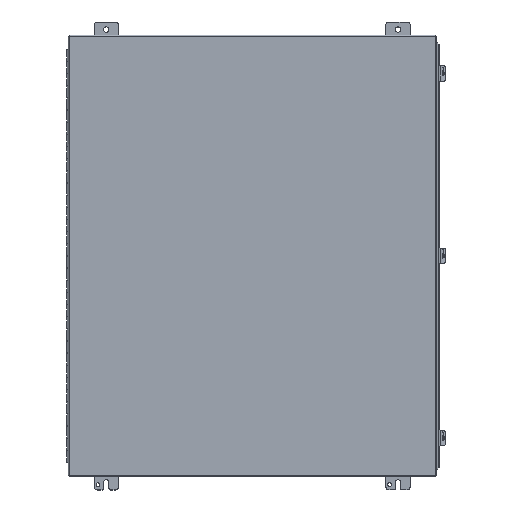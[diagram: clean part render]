
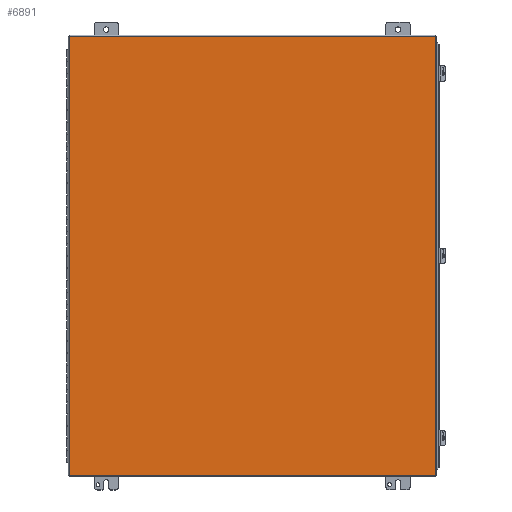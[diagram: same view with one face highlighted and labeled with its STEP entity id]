
A CAD part, top view. The second image highlights one B-rep face of the part: STEP entity #6891.
In plain terms, the highlighted planar face has unit normal (0, 0, 1).
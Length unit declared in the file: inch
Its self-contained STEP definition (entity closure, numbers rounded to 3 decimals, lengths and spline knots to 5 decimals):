
#5901=CARTESIAN_POINT('',(30.2204,0.0896,0.074));
#5902=VERTEX_POINT('',#5901);
#5913=CARTESIAN_POINT('',(0.0896,0.0896,0.074));
#5914=VERTEX_POINT('',#5913);
#5915=CARTESIAN_POINT('',(0.0896,0.0896,0.074));
#5916=DIRECTION('',(1.0,0.0,0.0));
#5917=VECTOR('',#5916,30.1308);
#5918=LINE('',#5915,#5917);
#5919=EDGE_CURVE('',#5914,#5902,#5918,.T.);
#6191=CARTESIAN_POINT('',(0.0896,36.2204,0.074));
#6192=VERTEX_POINT('',#6191);
#6193=CARTESIAN_POINT('',(0.0896,36.2204,0.074));
#6194=DIRECTION('',(0.0,-1.0,0.0));
#6195=VECTOR('',#6194,36.1308);
#6196=LINE('',#6193,#6195);
#6197=EDGE_CURVE('',#6192,#5914,#6196,.T.);
#6443=CARTESIAN_POINT('',(30.2204,36.2204,0.074));
#6444=VERTEX_POINT('',#6443);
#6455=CARTESIAN_POINT('',(30.2204,0.0896,0.074));
#6456=DIRECTION('',(0.0,1.0,0.0));
#6457=VECTOR('',#6456,36.1308);
#6458=LINE('',#6455,#6457);
#6459=EDGE_CURVE('',#5902,#6444,#6458,.T.);
#6631=CARTESIAN_POINT('',(30.2204,36.2204,0.074));
#6632=DIRECTION('',(-1.0,0.0,0.0));
#6633=VECTOR('',#6632,30.1308);
#6634=LINE('',#6631,#6633);
#6635=EDGE_CURVE('',#6444,#6192,#6634,.T.);
#6880=CARTESIAN_POINT('',(15.155,18.155,0.074));
#6881=DIRECTION('',(0.0,0.0,1.0));
#6882=DIRECTION('',(1.0,0.0,0.0));
#6883=AXIS2_PLACEMENT_3D('',#6880,#6881,#6882);
#6884=PLANE('',#6883);
#6885=ORIENTED_EDGE('',*,*,#5919,.T.);
#6886=ORIENTED_EDGE('',*,*,#6459,.T.);
#6887=ORIENTED_EDGE('',*,*,#6635,.T.);
#6888=ORIENTED_EDGE('',*,*,#6197,.T.);
#6889=EDGE_LOOP('',(#6885,#6886,#6887,#6888));
#6890=FACE_OUTER_BOUND('',#6889,.T.);
#6891=ADVANCED_FACE('',(#6890),#6884,.T.);
